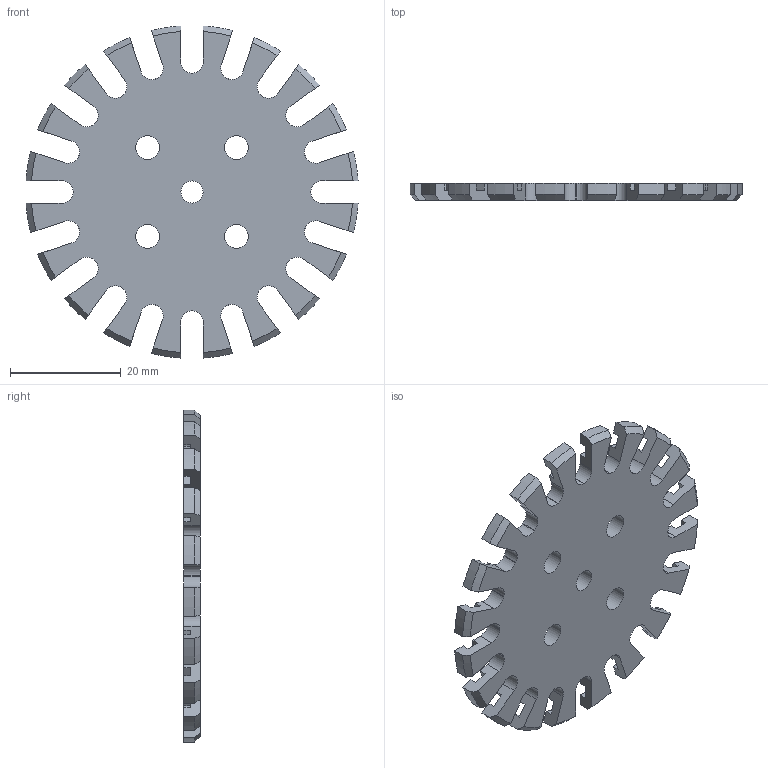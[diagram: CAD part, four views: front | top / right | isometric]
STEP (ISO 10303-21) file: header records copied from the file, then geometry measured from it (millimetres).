
FILE_DESCRIPTION(/* description */ ('STEP AP242','CAx-IF Rec.Pracs.---Representation and Presentation of Product Manufacturing Information (PMI)---4.0---2014-10-13','CAx-IF Rec.Pracs.---3D Tessellated Geometry---0.4---2014-09-14','2;1'),/* implementation_level */ '2;1');
FILE_NAME(/* name */ '675bf8bf7e278a519e62eaa6',/* time_stamp */ '2024-12-13T09:05:04Z',/* author */ (''),/* organization */ (''),/* preprocessor_version */ 'ST-DEVELOPER v20',/* originating_system */ 'ONSHAPE BY PTC INC, 1.190',/* authorisation */ ' ');
FILE_SCHEMA (('AP242_MANAGED_MODEL_BASED_3D_ENGINEERING_MIM_LF { 1 0 10303 442 1 1 4 }'));
Length unit declared in the file: metre
Products named in the file (1): Wheel
Bounding box: 59.86 x 3 x 59.86 mm (x, y, z)
Volume: 5949.5 mm3; surface area: 5869.1 mm2
Topology: 1 solids, 1 shells, 267 faces, 799 edges, 534 vertices
Faces by surface type: plane 182, cylinder 65, cone 20
Full cylindrical faces by diameter (mm): 4 x1, 4.3 x4
Entity records: 8976 total; most frequent: CARTESIAN_POINT 1708, ORIENTED_EDGE 1580, DIRECTION 1436, EDGE_CURVE 790, LINE 600, VECTOR 600, VERTEX_POINT 530, AXIS2_PLACEMENT_3D 418
